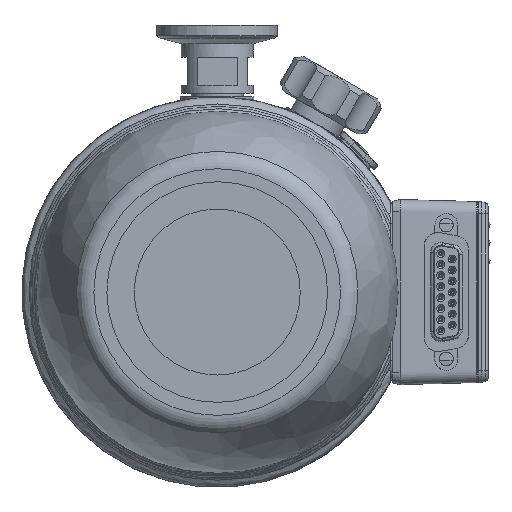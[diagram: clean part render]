
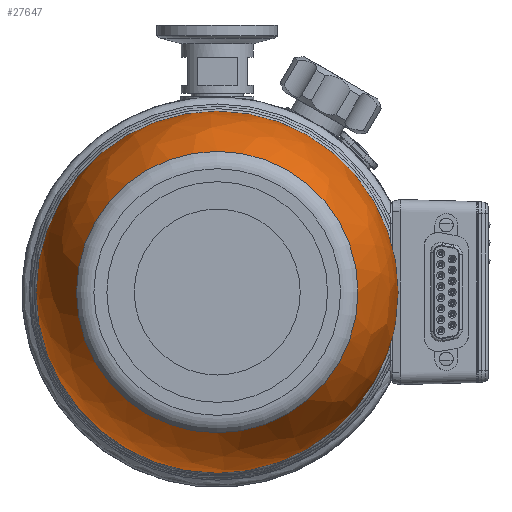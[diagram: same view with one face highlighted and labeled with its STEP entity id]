
A CAD part, front view. The second image highlights one B-rep face of the part: STEP entity #27647.
In plain terms, the highlighted free-form (B-spline) face has degree [2, 2] with [3, 9] control points.
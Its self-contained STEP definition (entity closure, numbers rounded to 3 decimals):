
#24=(
BOUNDED_SURFACE()
B_SPLINE_SURFACE(2,2,((#46677,#46678,#46679,#46680,#46681,#46682,#46683,
#46684,#46685),(#46686,#46687,#46688,#46689,#46690,#46691,#46692,#46693,
#46694),(#46695,#46696,#46697,#46698,#46699,#46700,#46701,#46702,#46703)),
 .UNSPECIFIED.,.F.,.T.,.F.)
B_SPLINE_SURFACE_WITH_KNOTS((3,3),(3,2,2,2,3),(-0.524,0.047),
(-3.142,-1.571,0.,1.571,3.142),
 .UNSPECIFIED.)
GEOMETRIC_REPRESENTATION_ITEM()
RATIONAL_B_SPLINE_SURFACE(((1.,0.707,1.,0.707,1.,
0.707,1.,0.707,1.),(0.96,0.679,
0.96,0.679,0.96,0.679,0.96,
0.679,0.96),(1.,0.707,1.,0.707,
1.,0.707,1.,0.707,1.)))
REPRESENTATION_ITEM('')
SURFACE()
);
#1828=FACE_OUTER_BOUND('',#3531,.T.);
#3531=EDGE_LOOP('',(#19356,#19357,#19358,#19359,#19360));
#9406=CIRCLE('',#29937,35.009);
#9407=CIRCLE('',#29938,35.009);
#9408=CIRCLE('',#29939,75.);
#9409=CIRCLE('',#29940,44.998);
#11514=VERTEX_POINT('',#46672);
#11515=VERTEX_POINT('',#46674);
#11516=VERTEX_POINT('',#46704);
#14446=EDGE_CURVE('',#11514,#11515,#9406,.T.);
#14447=EDGE_CURVE('',#11515,#11514,#9407,.T.);
#14448=EDGE_CURVE('',#11515,#11516,#9408,.T.);
#14449=EDGE_CURVE('',#11516,#11516,#9409,.T.);
#19356=ORIENTED_EDGE('',*,*,#14446,.F.);
#19357=ORIENTED_EDGE('',*,*,#14447,.F.);
#19358=ORIENTED_EDGE('',*,*,#14448,.T.);
#19359=ORIENTED_EDGE('',*,*,#14449,.F.);
#19360=ORIENTED_EDGE('',*,*,#14448,.F.);
#27647=ADVANCED_FACE('',(#1828),#24,.F.);
#29937=AXIS2_PLACEMENT_3D('',#46675,#34672,#34673);
#29938=AXIS2_PLACEMENT_3D('',#46676,#34674,#34675);
#29939=AXIS2_PLACEMENT_3D('',#46705,#34676,#34677);
#29940=AXIS2_PLACEMENT_3D('',#46706,#34678,#34679);
#34672=DIRECTION('center_axis',(0.,-1.,0.));
#34673=DIRECTION('ref_axis',(0.5,0.,0.866));
#34674=DIRECTION('center_axis',(0.,-1.,0.));
#34675=DIRECTION('ref_axis',(0.5,0.,0.866));
#34676=DIRECTION('center_axis',(0.5,0.,
0.866));
#34677=DIRECTION('ref_axis',(0.866,0.,-0.5));
#34678=DIRECTION('center_axis',(0.,1.,0.));
#34679=DIRECTION('ref_axis',(-0.5,0.,-0.866));
#46672=CARTESIAN_POINT('',(-30.319,-123.003,17.505));
#46674=CARTESIAN_POINT('',(30.319,-123.003,-17.505));
#46675=CARTESIAN_POINT('Origin',(0.,-123.003,
0.));
#46676=CARTESIAN_POINT('Origin',(0.,-123.003,
0.));
#46677=CARTESIAN_POINT('Ctrl Pts',(30.319,-123.003,-17.505));
#46678=CARTESIAN_POINT('Ctrl Pts',(12.814,-123.003,-47.824));
#46679=CARTESIAN_POINT('Ctrl Pts',(-17.505,-123.003,
-30.319));
#46680=CARTESIAN_POINT('Ctrl Pts',(-47.824,-123.003,
-12.814));
#46681=CARTESIAN_POINT('Ctrl Pts',(-30.319,-123.003,
17.505));
#46682=CARTESIAN_POINT('Ctrl Pts',(-12.814,-123.003,
47.824));
#46683=CARTESIAN_POINT('Ctrl Pts',(17.505,-123.003,30.319));
#46684=CARTESIAN_POINT('Ctrl Pts',(47.824,-123.003,12.814));
#46685=CARTESIAN_POINT('Ctrl Pts',(30.319,-123.003,-17.505));
#46686=CARTESIAN_POINT('Ctrl Pts',(39.855,-103.955,-23.011));
#46687=CARTESIAN_POINT('Ctrl Pts',(16.845,-103.955,-62.866));
#46688=CARTESIAN_POINT('Ctrl Pts',(-23.011,-103.955,
-39.855));
#46689=CARTESIAN_POINT('Ctrl Pts',(-62.866,-103.955,
-16.845));
#46690=CARTESIAN_POINT('Ctrl Pts',(-39.855,-103.955,
23.011));
#46691=CARTESIAN_POINT('Ctrl Pts',(-16.845,-103.955,
62.866));
#46692=CARTESIAN_POINT('Ctrl Pts',(23.011,-103.955,39.855));
#46693=CARTESIAN_POINT('Ctrl Pts',(62.866,-103.955,16.845));
#46694=CARTESIAN_POINT('Ctrl Pts',(39.855,-103.955,-23.011));
#46695=CARTESIAN_POINT('Ctrl Pts',(38.97,-81.978,-22.499));
#46696=CARTESIAN_POINT('Ctrl Pts',(16.471,-81.978,-61.469));
#46697=CARTESIAN_POINT('Ctrl Pts',(-22.499,-81.978,-38.97));
#46698=CARTESIAN_POINT('Ctrl Pts',(-61.469,-81.978,
-16.471));
#46699=CARTESIAN_POINT('Ctrl Pts',(-38.97,-81.978,
22.499));
#46700=CARTESIAN_POINT('Ctrl Pts',(-16.471,-81.978,
61.469));
#46701=CARTESIAN_POINT('Ctrl Pts',(22.499,-81.978,38.97));
#46702=CARTESIAN_POINT('Ctrl Pts',(61.469,-81.978,16.471));
#46703=CARTESIAN_POINT('Ctrl Pts',(38.97,-81.978,-22.499));
#46704=CARTESIAN_POINT('',(38.97,-81.978,-22.499));
#46705=CARTESIAN_POINT('Origin',(-25.912,-85.465,14.96));
#46706=CARTESIAN_POINT('Origin',(0.,-81.978,
0.));
